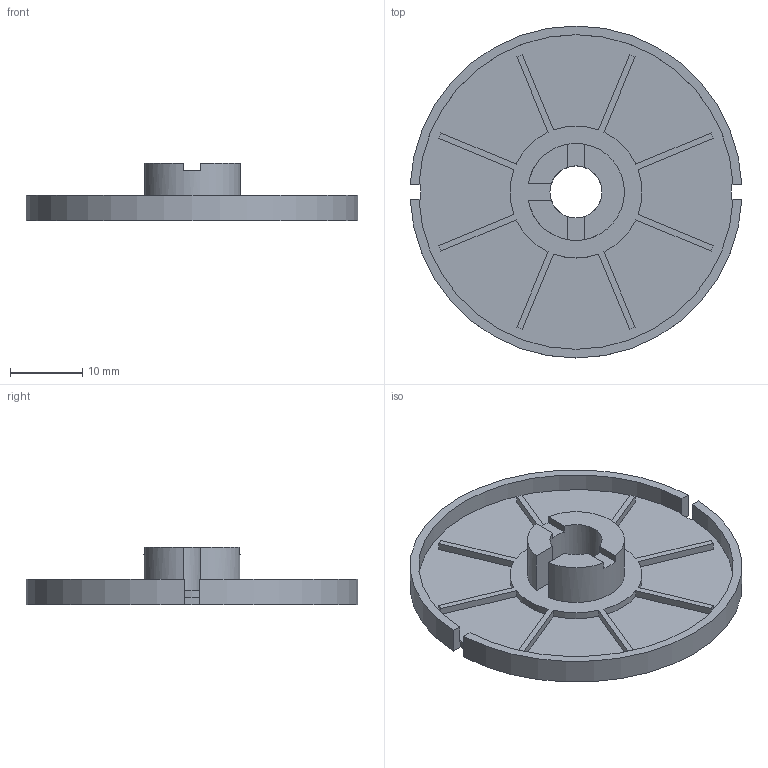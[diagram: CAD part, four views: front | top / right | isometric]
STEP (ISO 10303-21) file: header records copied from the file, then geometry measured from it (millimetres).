
FILE_DESCRIPTION(/* description */ (''),/* implementation_level */ '2;1');
FILE_NAME(/* name */ 'LED Diffuser - 8 bit - Shielded - LED 0 v2.step',/* time_stamp */ '2020-10-09T22:28:54-04:00',/* author */ (''),/* organization */ (''),/* preprocessor_version */ 'ST-DEVELOPER v18.1',/* originating_system */ 'Autodesk Translation Framework v9.3.0.1241',/* authorisation */ '');
FILE_SCHEMA (('AUTOMOTIVE_DESIGN { 1 0 10303 214 3 1 1 }'));
Length unit declared in the file: millimetre
Products named in the file (1): LED Diffuser - 8 bit - Shielded - LED 0
Bounding box: 45.86 x 45.9 x 7.9 mm (x, y, z)
Volume: 2845.5 mm3; surface area: 4739 mm2
Topology: 1 solids, 1 shells, 60 faces, 171 edges, 114 vertices
Faces by surface type: plane 38, cylinder 22
Full cylindrical faces by diameter (mm): 7.2 x1
Entity records: 2006 total; most frequent: DIRECTION 347, CARTESIAN_POINT 346, ORIENTED_EDGE 342, EDGE_CURVE 171, LINE 117, VECTOR 117, AXIS2_PLACEMENT_3D 115, VERTEX_POINT 114
